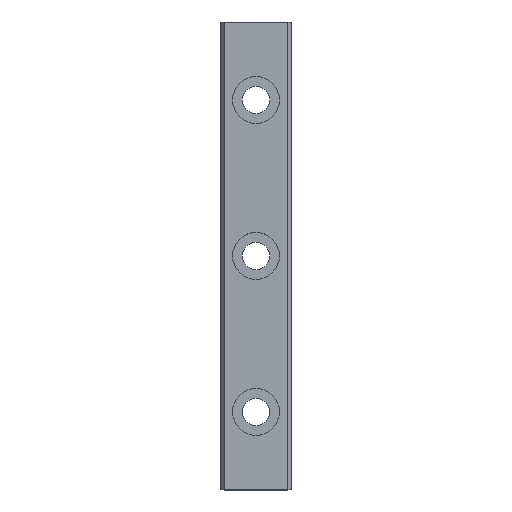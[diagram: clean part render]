
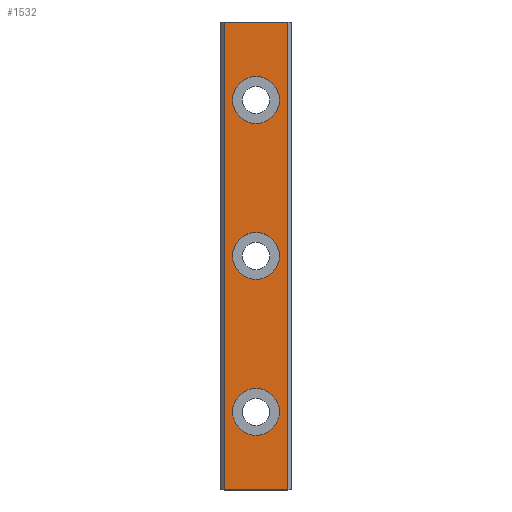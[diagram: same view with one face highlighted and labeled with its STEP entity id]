
A CAD part, top view. The second image highlights one B-rep face of the part: STEP entity #1532.
In plain terms, the highlighted planar face has unit normal (0, 0, 1).
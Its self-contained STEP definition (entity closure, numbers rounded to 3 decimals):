
#24 = CIRCLE ( 'NONE', #1936, 3. ) ;
#49 = VERTEX_POINT ( 'NONE', #2936 ) ;
#146 = CARTESIAN_POINT ( 'NONE',  ( 0., 50., 6.5 ) ) ;
#149 = CIRCLE ( 'NONE', #1406, 3. ) ;
#157 = ORIENTED_EDGE ( 'NONE', *, *, #3239, .T. ) ;
#199 = VECTOR ( 'NONE', #2413, 1000. ) ;
#201 = LINE ( 'NONE', #1246, #199 ) ;
#234 = DIRECTION ( 'NONE',  ( 0., 0., 1. ) ) ;
#248 = CARTESIAN_POINT ( 'NONE',  ( -3., 50., 6.5 ) ) ;
#292 = DIRECTION ( 'NONE',  ( 0., 0., -1. ) ) ;
#322 = EDGE_CURVE ( 'NONE', #2529, #1848, #149, .T. ) ;
#339 = CARTESIAN_POINT ( 'NONE',  ( -4.1, 60., 6.5 ) ) ;
#372 = VECTOR ( 'NONE', #2399, 1000. ) ;
#503 = CARTESIAN_POINT ( 'NONE',  ( -4.1, 0., 6.5 ) ) ;
#508 = FACE_BOUND ( 'NONE', #2467, .T. ) ;
#536 = CARTESIAN_POINT ( 'NONE',  ( -3., 10., 6.5 ) ) ;
#557 = DIRECTION ( 'NONE',  ( 1., 0., 0. ) ) ;
#602 = AXIS2_PLACEMENT_3D ( 'NONE', #2711, #234, #1329 ) ;
#604 = AXIS2_PLACEMENT_3D ( 'NONE', #1799, #1020, #1851 ) ;
#676 = ORIENTED_EDGE ( 'NONE', *, *, #1304, .T. ) ;
#710 = ORIENTED_EDGE ( 'NONE', *, *, #1774, .T. ) ;
#721 = VECTOR ( 'NONE', #1899, 1000. ) ;
#755 = VERTEX_POINT ( 'NONE', #503 ) ;
#806 = EDGE_CURVE ( 'NONE', #1848, #2529, #24, .T. ) ;
#846 = VERTEX_POINT ( 'NONE', #1365 ) ;
#903 = DIRECTION ( 'NONE',  ( 1., 0., 0. ) ) ;
#910 = DIRECTION ( 'NONE',  ( 1., 0., 0. ) ) ;
#1020 = DIRECTION ( 'NONE',  ( 0., 0., -1. ) ) ;
#1032 = DIRECTION ( 'NONE',  ( 1., 0., 0. ) ) ;
#1050 = DIRECTION ( 'NONE',  ( 1., 0., 0. ) ) ;
#1078 = CARTESIAN_POINT ( 'NONE',  ( 3., 50., 6.5 ) ) ;
#1097 = FACE_OUTER_BOUND ( 'NONE', #1716, .T. ) ;
#1246 = CARTESIAN_POINT ( 'NONE',  ( -4.1, 60., 6.5 ) ) ;
#1283 = AXIS2_PLACEMENT_3D ( 'NONE', #2496, #1386, #557 ) ;
#1304 = EDGE_CURVE ( 'NONE', #3462, #755, #201, .T. ) ;
#1323 = DIRECTION ( 'NONE',  ( 0., 0., -1. ) ) ;
#1329 = DIRECTION ( 'NONE',  ( 1., 0., 0. ) ) ;
#1365 = CARTESIAN_POINT ( 'NONE',  ( 3., 30., 6.5 ) ) ;
#1370 = PLANE ( 'NONE',  #602 ) ;
#1386 = DIRECTION ( 'NONE',  ( 0., 0., -1. ) ) ;
#1406 = AXIS2_PLACEMENT_3D ( 'NONE', #1451, #292, #910 ) ;
#1451 = CARTESIAN_POINT ( 'NONE',  ( 0., 10., 6.5 ) ) ;
#1471 = EDGE_CURVE ( 'NONE', #49, #2678, #2727, .T. ) ;
#1490 = VERTEX_POINT ( 'NONE', #1645 ) ;
#1532 = ADVANCED_FACE ( 'NONE', ( #3290, #2985, #508, #1097 ), #1370, .T. ) ;
#1557 = LINE ( 'NONE', #2664, #372 ) ;
#1584 = ORIENTED_EDGE ( 'NONE', *, *, #806, .T. ) ;
#1633 = AXIS2_PLACEMENT_3D ( 'NONE', #3526, #2420, #1032 ) ;
#1645 = CARTESIAN_POINT ( 'NONE',  ( -3., 30., 6.5 ) ) ;
#1675 = CARTESIAN_POINT ( 'NONE',  ( 4.1, 0., 6.5 ) ) ;
#1691 = AXIS2_PLACEMENT_3D ( 'NONE', #146, #2910, #3452 ) ;
#1716 = EDGE_LOOP ( 'NONE', ( #2737, #3277, #2264, #676 ) ) ;
#1737 = EDGE_CURVE ( 'NONE', #1834, #2980, #2047, .T. ) ;
#1774 = EDGE_CURVE ( 'NONE', #1490, #846, #2564, .T. ) ;
#1799 = CARTESIAN_POINT ( 'NONE',  ( 0., 50., 6.5 ) ) ;
#1834 = VERTEX_POINT ( 'NONE', #1078 ) ;
#1848 = VERTEX_POINT ( 'NONE', #536 ) ;
#1851 = DIRECTION ( 'NONE',  ( 1., 0., 0. ) ) ;
#1899 = DIRECTION ( 'NONE',  ( 0., -1., 0. ) ) ;
#1936 = AXIS2_PLACEMENT_3D ( 'NONE', #2721, #1323, #1050 ) ;
#2030 = EDGE_CURVE ( 'NONE', #755, #2678, #3414, .T. ) ;
#2039 = ORIENTED_EDGE ( 'NONE', *, *, #1737, .T. ) ;
#2047 = CIRCLE ( 'NONE', #1691, 3. ) ;
#2086 = EDGE_LOOP ( 'NONE', ( #3408, #710 ) ) ;
#2156 = EDGE_CURVE ( 'NONE', #846, #1490, #2281, .T. ) ;
#2264 = ORIENTED_EDGE ( 'NONE', *, *, #2592, .T. ) ;
#2281 = CIRCLE ( 'NONE', #1633, 3. ) ;
#2323 = CARTESIAN_POINT ( 'NONE',  ( 4.1, 0., 6.5 ) ) ;
#2399 = DIRECTION ( 'NONE',  ( -1., 0., 0. ) ) ;
#2413 = DIRECTION ( 'NONE',  ( 0., -1., 0. ) ) ;
#2420 = DIRECTION ( 'NONE',  ( 0., 0., -1. ) ) ;
#2467 = EDGE_LOOP ( 'NONE', ( #2039, #157 ) ) ;
#2496 = CARTESIAN_POINT ( 'NONE',  ( 0., 30., 6.5 ) ) ;
#2529 = VERTEX_POINT ( 'NONE', #3329 ) ;
#2564 = CIRCLE ( 'NONE', #1283, 3. ) ;
#2592 = EDGE_CURVE ( 'NONE', #49, #3462, #1557, .T. ) ;
#2664 = CARTESIAN_POINT ( 'NONE',  ( 4.1, 60., 6.5 ) ) ;
#2678 = VERTEX_POINT ( 'NONE', #2323 ) ;
#2711 = CARTESIAN_POINT ( 'NONE',  ( 0., 60., 6.5 ) ) ;
#2721 = CARTESIAN_POINT ( 'NONE',  ( 0., 10., 6.5 ) ) ;
#2727 = LINE ( 'NONE', #3328, #721 ) ;
#2737 = ORIENTED_EDGE ( 'NONE', *, *, #2030, .T. ) ;
#2910 = DIRECTION ( 'NONE',  ( 0., 0., -1. ) ) ;
#2936 = CARTESIAN_POINT ( 'NONE',  ( 4.1, 60., 6.5 ) ) ;
#2972 = CIRCLE ( 'NONE', #604, 3. ) ;
#2980 = VERTEX_POINT ( 'NONE', #248 ) ;
#2985 = FACE_BOUND ( 'NONE', #2086, .T. ) ;
#3239 = EDGE_CURVE ( 'NONE', #2980, #1834, #2972, .T. ) ;
#3277 = ORIENTED_EDGE ( 'NONE', *, *, #1471, .F. ) ;
#3290 = FACE_BOUND ( 'NONE', #3548, .T. ) ;
#3328 = CARTESIAN_POINT ( 'NONE',  ( 4.1, 60., 6.5 ) ) ;
#3329 = CARTESIAN_POINT ( 'NONE',  ( 3., 10., 6.5 ) ) ;
#3400 = ORIENTED_EDGE ( 'NONE', *, *, #322, .T. ) ;
#3408 = ORIENTED_EDGE ( 'NONE', *, *, #2156, .T. ) ;
#3414 = LINE ( 'NONE', #1675, #3424 ) ;
#3424 = VECTOR ( 'NONE', #903, 1000. ) ;
#3452 = DIRECTION ( 'NONE',  ( 1., 0., 0. ) ) ;
#3462 = VERTEX_POINT ( 'NONE', #339 ) ;
#3526 = CARTESIAN_POINT ( 'NONE',  ( 0., 30., 6.5 ) ) ;
#3548 = EDGE_LOOP ( 'NONE', ( #3400, #1584 ) ) ;
